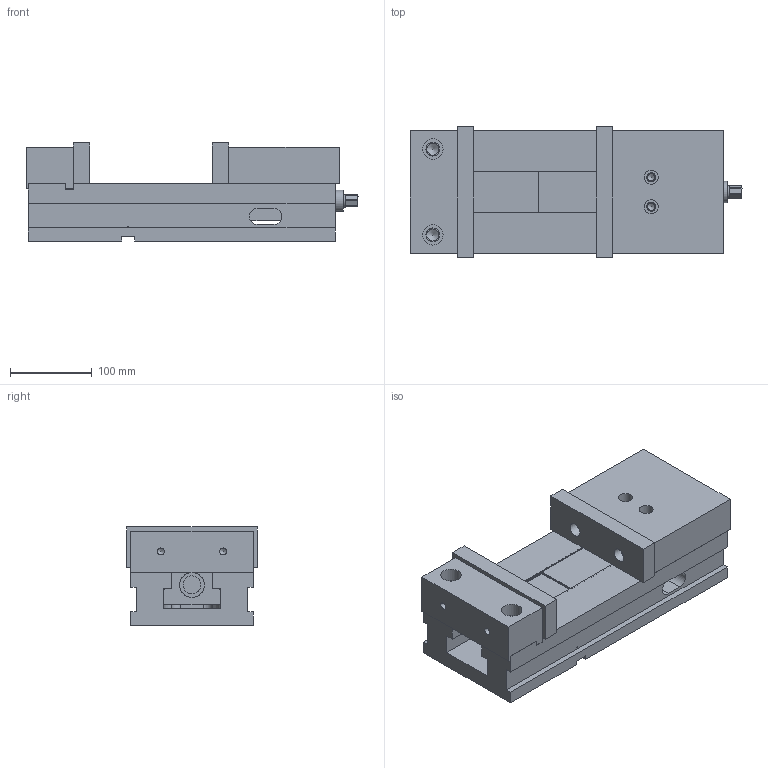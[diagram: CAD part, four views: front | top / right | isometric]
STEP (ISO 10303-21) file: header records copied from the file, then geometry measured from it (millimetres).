
FILE_DESCRIPTION(/* description */ (''),/* implementation_level */ '2;1');
FILE_NAME(/* name */ '28A150_Mordaza.stp',/* time_stamp */ '2013-07-23T08:26:26+02:00',/* author */ (''),/* organization */ (''),/* preprocessor_version */ 'ST-DEVELOPER v11',/* originating_system */ 'SIEMENS PLM Software NX 7.5',/* authorisation */ '');
FILE_SCHEMA (('AUTOMOTIVE_DESIGN { 1 0 10303 214 1 1 1 1 }'));
Length unit declared in the file: millimetre
Products named in the file (1): 28A150_Mordaza
Bounding box: 406 x 160 x 120 mm (x, y, z)
Volume: 4383495.4 mm3; surface area: 531926.9 mm2
Topology: 15 solids, 15 shells, 361 faces, 947 edges, 630 vertices
Faces by surface type: plane 256, cylinder 84, cone 21
Full cylindrical faces by diameter (mm): 2 x2, 2.459 x4, 3.2 x4, 4.351 x2, 5.188 x2, 8.5 x2, 8.782 x6, 11 x6, 14.782 x2, 15.5 x1, 16.782 x1, 17 x8, 17.732 x1, 17.97 x1, 18 x1, 18.1 x1, 21.25 x1, 22 x1, 25 x2, 26 x3, 30 x2, 38 x2
Entity records: 13062 total; most frequent: CARTESIAN_POINT 1827, DIRECTION 1731, ORIENTED_EDGE 1648, EDGE_CURVE 824, LINE 625, VECTOR 625, VERTEX_POINT 601, AXIS2_PLACEMENT_3D 553
